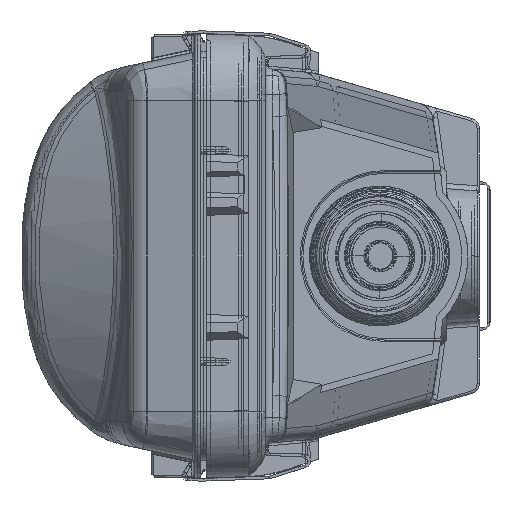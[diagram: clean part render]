
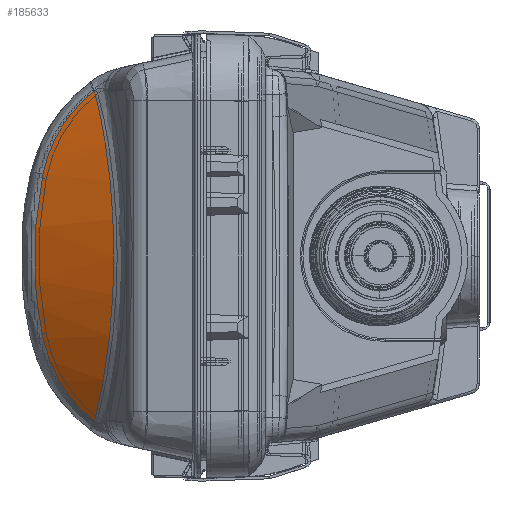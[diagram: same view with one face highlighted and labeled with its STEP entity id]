
A CAD part, left-side view. The second image highlights one B-rep face of the part: STEP entity #185633.
In plain terms, the highlighted conical face has half-angle 30 degrees and reference radius 63.075 mm.
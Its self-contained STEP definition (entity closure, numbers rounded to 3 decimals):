
#153987=CARTESIAN_POINT('',(-567.437,-30.132,
31.228));
#153988=CARTESIAN_POINT('',(-568.059,-29.906,
30.358));
#153989=CARTESIAN_POINT('',(-569.25,-29.474,
28.585));
#153990=CARTESIAN_POINT('',(-570.871,-28.886,
25.832));
#153991=CARTESIAN_POINT('',(-572.32,-28.361,
23.004));
#153992=CARTESIAN_POINT('',(-573.593,-27.9,
20.11));
#153993=CARTESIAN_POINT('',(-574.691,-27.502,
17.159));
#153994=CARTESIAN_POINT('',(-575.61,-27.169,
14.158));
#153995=CARTESIAN_POINT('',(-576.352,-26.901,
11.114));
#153996=CARTESIAN_POINT('',(-576.913,-26.698,
8.037));
#153997=CARTESIAN_POINT('',(-577.293,-26.56,
4.934));
#153998=CARTESIAN_POINT('',(-577.491,-26.489,
1.815));
#153999=CARTESIAN_POINT('',(-577.506,-26.483,
-1.314));
#154000=CARTESIAN_POINT('',(-577.337,-26.545,
-4.443));
#154001=CARTESIAN_POINT('',(-576.983,-26.672,
-7.563));
#154002=CARTESIAN_POINT('',(-576.446,-26.867,
-10.666));
#154003=CARTESIAN_POINT('',(-575.723,-27.128,
-13.743));
#154004=CARTESIAN_POINT('',(-574.816,-27.457,
-16.787));
#154005=CARTESIAN_POINT('',(-573.723,-27.853,
-19.79));
#154006=CARTESIAN_POINT('',(-572.447,-28.315,
-22.736));
#154007=CARTESIAN_POINT('',(-570.993,-28.842,
-25.612));
#154008=CARTESIAN_POINT('',(-569.337,-29.443,
-28.45));
#154009=CARTESIAN_POINT('',(-568.094,-29.894,
-30.31));
#154010=CARTESIAN_POINT('',(-567.437,-30.132,
-31.228));
#154012=CARTESIAN_POINT('',(-567.399,-30.285,
31.113));
#154013=CARTESIAN_POINT('',(-567.405,-30.26,
31.132));
#154014=CARTESIAN_POINT('',(-567.418,-30.209,
31.171));
#154015=CARTESIAN_POINT('',(-567.431,-30.158,
31.209));
#154016=CARTESIAN_POINT('',(-567.437,-30.132,
31.228));
#154018=CARTESIAN_POINT('',(-567.695,-39.875,
15.573));
#154019=CARTESIAN_POINT('',(-567.609,-39.749,
16.168));
#154020=CARTESIAN_POINT('',(-567.449,-39.464,
17.323));
#154021=CARTESIAN_POINT('',(-567.242,-38.959,
18.941));
#154022=CARTESIAN_POINT('',(-567.065,-38.368,
20.495));
#154023=CARTESIAN_POINT('',(-566.923,-37.704,
21.971));
#154024=CARTESIAN_POINT('',(-566.818,-36.972,
23.371));
#154025=CARTESIAN_POINT('',(-566.755,-36.181,
24.689));
#154026=CARTESIAN_POINT('',(-566.734,-35.337,
25.928));
#154027=CARTESIAN_POINT('',(-566.76,-34.435,
27.1));
#154028=CARTESIAN_POINT('',(-566.834,-33.49,
28.193));
#154029=CARTESIAN_POINT('',(-566.959,-32.491,
29.224));
#154030=CARTESIAN_POINT('',(-567.143,-31.42,
30.207));
#154031=CARTESIAN_POINT('',(-567.306,-30.67,
30.818));
#154032=CARTESIAN_POINT('',(-567.399,-30.285,
31.113));
#154034=CARTESIAN_POINT('',(-567.695,-39.875,
-15.573));
#154035=CARTESIAN_POINT('',(-567.867,-40.129,
-14.376));
#154036=CARTESIAN_POINT('',(-568.165,-40.563,
-12.029));
#154037=CARTESIAN_POINT('',(-568.481,-41.015,
-8.761));
#154038=CARTESIAN_POINT('',(-568.704,-41.331,
-5.417));
#154039=CARTESIAN_POINT('',(-568.821,-41.496,
-2.096));
#154040=CARTESIAN_POINT('',(-568.834,-41.514,
1.262));
#154041=CARTESIAN_POINT('',(-568.745,-41.388,
4.544));
#154042=CARTESIAN_POINT('',(-568.541,-41.101,
8.047));
#154043=CARTESIAN_POINT('',(-568.199,-40.612,
11.764));
#154044=CARTESIAN_POINT('',(-567.879,-40.147,
14.29));
#154045=CARTESIAN_POINT('',(-567.695,-39.875,
15.573));
#154047=CARTESIAN_POINT('',(-567.399,-30.285,
-31.113));
#154048=CARTESIAN_POINT('',(-567.311,-30.651,
-30.833));
#154049=CARTESIAN_POINT('',(-567.154,-31.369,
-30.249));
#154050=CARTESIAN_POINT('',(-566.974,-32.39,
-29.32));
#154051=CARTESIAN_POINT('',(-566.844,-33.391,
-28.301));
#154052=CARTESIAN_POINT('',(-566.765,-34.341,
-27.215));
#154053=CARTESIAN_POINT('',(-566.735,-35.245,
-26.054));
#154054=CARTESIAN_POINT('',(-566.751,-36.101,
-24.813));
#154055=CARTESIAN_POINT('',(-566.811,-36.907,
-23.486));
#154056=CARTESIAN_POINT('',(-566.913,-37.651,
-22.08));
#154057=CARTESIAN_POINT('',(-567.054,-38.326,
-20.597));
#154058=CARTESIAN_POINT('',(-567.233,-38.936,
-19.009));
#154059=CARTESIAN_POINT('',(-567.448,-39.463,
-17.33));
#154060=CARTESIAN_POINT('',(-567.609,-39.749,
-16.167));
#154061=CARTESIAN_POINT('',(-567.695,-39.875,
-15.573));
#154063=CARTESIAN_POINT('',(-567.437,-30.132,
-31.228));
#154064=CARTESIAN_POINT('',(-567.431,-30.158,
-31.209));
#154065=CARTESIAN_POINT('',(-567.418,-30.209,
-31.171));
#154066=CARTESIAN_POINT('',(-567.405,-30.26,
-31.133));
#154067=CARTESIAN_POINT('',(-567.399,-30.285,
-31.113));
#178051=VERTEX_POINT('',#153987);
#178052=VERTEX_POINT('',#154010);
#179208=VERTEX_POINT('',#154047);
#179209=VERTEX_POINT('',#154061);
#179211=VERTEX_POINT('',#154045);
#179212=VERTEX_POINT('',#154032);
#185616=CARTESIAN_POINT('',(-510.083,-33.995,0.));
#185617=DIRECTION('',(0.,1.,0.));
#185618=DIRECTION('',(-1.,0.,0.));
#185619=AXIS2_PLACEMENT_3D('',#185616,#185617,#185618);
#185620=CONICAL_SURFACE('',#185619,63.075,30.);
#185621=ORIENTED_EDGE('',*,*,#181357,.F.);
#185623=ORIENTED_EDGE('',*,*,#185622,.F.);
#185625=ORIENTED_EDGE('',*,*,#185624,.F.);
#185626=ORIENTED_EDGE('',*,*,#185606,.F.);
#185628=ORIENTED_EDGE('',*,*,#185627,.F.);
#185630=ORIENTED_EDGE('',*,*,#185629,.F.);
#185631=EDGE_LOOP('',(#185621,#185623,#185625,#185626,#185628,#185630));
#185632=FACE_OUTER_BOUND('',#185631,.F.);
#185633=ADVANCED_FACE('',(#185632),#185620,.T.);
#154011=B_SPLINE_CURVE_WITH_KNOTS('',3,(#153987,#153988,#153989,#153990,#153991,
#153992,#153993,#153994,#153995,#153996,#153997,#153998,#153999,#154000,#154001,
#154002,#154003,#154004,#154005,#154006,#154007,#154008,#154009,#154010),
.UNSPECIFIED.,.F.,.F.,(4,1,1,1,1,1,1,1,1,1,1,1,1,1,1,1,1,1,1,1,1,4),(0.,
0.048,0.095,0.143,0.19,
0.238,0.286,0.333,0.381,
0.429,0.476,0.524,0.571,
0.619,0.667,0.714,0.762,
0.81,0.857,0.905,0.952,1.),
.UNSPECIFIED.);
#154017=B_SPLINE_CURVE_WITH_KNOTS('',3,(#154012,#154013,#154014,#154015,
#154016),.UNSPECIFIED.,.F.,.F.,(4,1,4),(0.,0.5,1.),.UNSPECIFIED.);
#154033=B_SPLINE_CURVE_WITH_KNOTS('',3,(#154018,#154019,#154020,#154021,#154022,
#154023,#154024,#154025,#154026,#154027,#154028,#154029,#154030,#154031,
#154032),.UNSPECIFIED.,.F.,.F.,(4,1,1,1,1,1,1,1,1,1,1,1,4),(0.,
0.083,0.167,0.25,0.333,0.417,
0.5,0.583,0.667,0.75,0.833,
0.917,1.),.UNSPECIFIED.);
#154046=B_SPLINE_CURVE_WITH_KNOTS('',3,(#154034,#154035,#154036,#154037,#154038,
#154039,#154040,#154041,#154042,#154043,#154044,#154045),.UNSPECIFIED.,.F.,.F.,(
4,1,1,1,1,1,1,1,1,4),(0.,0.111,0.222,
0.333,0.444,0.556,0.667,
0.778,0.889,1.),.UNSPECIFIED.);
#154062=B_SPLINE_CURVE_WITH_KNOTS('',3,(#154047,#154048,#154049,#154050,#154051,
#154052,#154053,#154054,#154055,#154056,#154057,#154058,#154059,#154060,
#154061),.UNSPECIFIED.,.F.,.F.,(4,1,1,1,1,1,1,1,1,1,1,1,4),(0.,
0.083,0.167,0.25,0.333,0.417,
0.5,0.583,0.667,0.75,0.833,
0.917,1.),.UNSPECIFIED.);
#154068=B_SPLINE_CURVE_WITH_KNOTS('',3,(#154063,#154064,#154065,#154066,
#154067),.UNSPECIFIED.,.F.,.F.,(4,1,4),(0.,0.5,1.),.UNSPECIFIED.);
#181357=EDGE_CURVE('',#178051,#178052,#154011,.T.);
#185606=EDGE_CURVE('',#179209,#179211,#154046,.T.);
#185622=EDGE_CURVE('',#179212,#178051,#154017,.T.);
#185624=EDGE_CURVE('',#179211,#179212,#154033,.T.);
#185627=EDGE_CURVE('',#179208,#179209,#154062,.T.);
#185629=EDGE_CURVE('',#178052,#179208,#154068,.T.);
